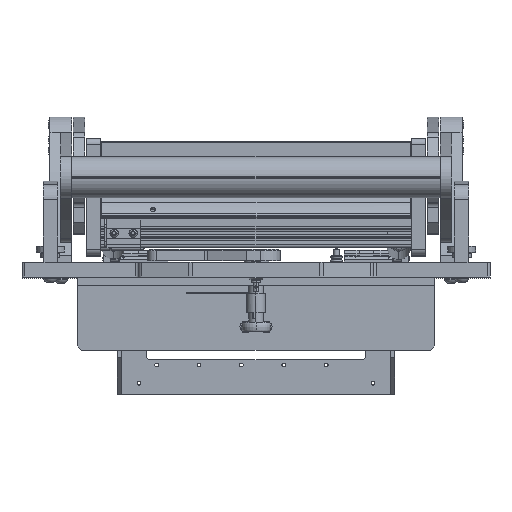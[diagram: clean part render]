
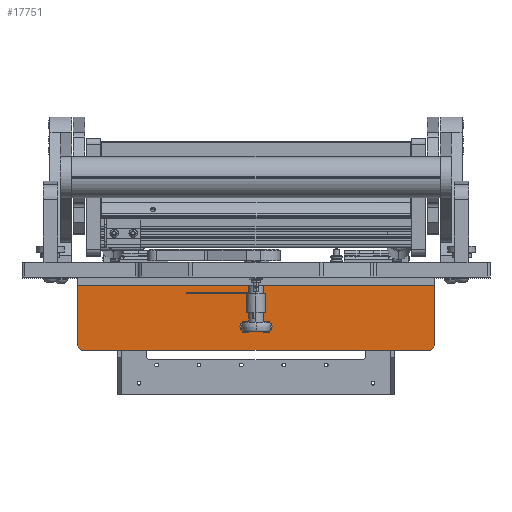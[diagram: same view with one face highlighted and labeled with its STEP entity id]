
A CAD part, top view. The second image highlights one B-rep face of the part: STEP entity #17751.
In plain terms, the highlighted face is planar.
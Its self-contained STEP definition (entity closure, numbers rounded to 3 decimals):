
#306 = DIRECTION ( 'NONE',  ( 1., 0., 0. ) ) ;
#3972 = CARTESIAN_POINT ( 'NONE',  ( -6., -34., -7. ) ) ;
#4650 = LINE ( 'NONE', #6173, #72419 ) ;
#4968 = VERTEX_POINT ( 'NONE', #39954 ) ;
#5449 = FACE_BOUND ( 'NONE', #30204, .T. ) ;
#6086 = ORIENTED_EDGE ( 'NONE', *, *, #71121, .T. ) ;
#6173 = CARTESIAN_POINT ( 'NONE',  ( -6., -6., 122. ) ) ;
#6521 = AXIS2_PLACEMENT_3D ( 'NONE', #60855, #306, #33147 ) ;
#6682 = EDGE_CURVE ( 'NONE', #27717, #70761, #43785, .T. ) ;
#8105 = ORIENTED_EDGE ( 'NONE', *, *, #44061, .T. ) ;
#8133 = CARTESIAN_POINT ( 'NONE',  ( -6., -6., 122. ) ) ;
#8455 = CIRCLE ( 'NONE', #31839, 1.7 ) ;
#8895 = DIRECTION ( 'NONE',  ( 1., 0., 0. ) ) ;
#9334 = EDGE_CURVE ( 'NONE', #36059, #4968, #23696, .T. ) ;
#9816 = CARTESIAN_POINT ( 'NONE',  ( -6., -34., 7. ) ) ;
#11072 = ORIENTED_EDGE ( 'NONE', *, *, #24982, .T. ) ;
#13055 = CARTESIAN_POINT ( 'NONE',  ( -6., -6., -122. ) ) ;
#13852 = DIRECTION ( 'NONE',  ( 0., 0., -1. ) ) ;
#14454 = LINE ( 'NONE', #13055, #21548 ) ;
#14863 = ORIENTED_EDGE ( 'NONE', *, *, #9334, .T. ) ;
#16007 = DIRECTION ( 'NONE',  ( 0., -0.707, 0.707 ) ) ;
#17751 = ADVANCED_FACE ( 'NONE', ( #42473, #5449, #65315 ), #22438, .F. ) ;
#21548 = VECTOR ( 'NONE', #52435, 1000. ) ;
#21639 = VERTEX_POINT ( 'NONE', #59851 ) ;
#22148 = EDGE_CURVE ( 'NONE', #34552, #21639, #8455, .T. ) ;
#22438 = PLANE ( 'NONE',  #68761 ) ;
#22908 = DIRECTION ( 'NONE',  ( 1., 0., 0. ) ) ;
#23139 = CARTESIAN_POINT ( 'NONE',  ( -6., -6., 122. ) ) ;
#23696 = LINE ( 'NONE', #8133, #60601 ) ;
#24982 = EDGE_CURVE ( 'NONE', #54741, #52922, #44048, .T. ) ;
#25740 = VERTEX_POINT ( 'NONE', #33847 ) ;
#26411 = DIRECTION ( 'NONE',  ( 0., 1., 0. ) ) ;
#26614 = ORIENTED_EDGE ( 'NONE', *, *, #45824, .T. ) ;
#26893 = DIRECTION ( 'NONE',  ( 0., 1., 0. ) ) ;
#27717 = VERTEX_POINT ( 'NONE', #56197 ) ;
#29448 = EDGE_CURVE ( 'NONE', #25740, #70761, #33748, .T. ) ;
#30204 = EDGE_LOOP ( 'NONE', ( #11072, #26614 ) ) ;
#30876 = ORIENTED_EDGE ( 'NONE', *, *, #33983, .F. ) ;
#31839 = AXIS2_PLACEMENT_3D ( 'NONE', #37005, #8895, #42884 ) ;
#33147 = DIRECTION ( 'NONE',  ( 0., 1., 0. ) ) ;
#33748 = LINE ( 'NONE', #72071, #39023 ) ;
#33847 = CARTESIAN_POINT ( 'NONE',  ( -6., -47., -122. ) ) ;
#33983 = EDGE_CURVE ( 'NONE', #36059, #38804, #4650, .T. ) ;
#34552 = VERTEX_POINT ( 'NONE', #57472 ) ;
#36059 = VERTEX_POINT ( 'NONE', #39496 ) ;
#37005 = CARTESIAN_POINT ( 'NONE',  ( -6., -34., 7. ) ) ;
#38756 = DIRECTION ( 'NONE',  ( 0., 0.707, 0.707 ) ) ;
#38804 = VERTEX_POINT ( 'NONE', #58845 ) ;
#39023 = VECTOR ( 'NONE', #16007, 1000. ) ;
#39412 = DIRECTION ( 'NONE',  ( 0., 1., 0. ) ) ;
#39496 = CARTESIAN_POINT ( 'NONE',  ( -6., -6., 122. ) ) ;
#39954 = CARTESIAN_POINT ( 'NONE',  ( -6., -6., -122. ) ) ;
#42473 = FACE_BOUND ( 'NONE', #58962, .T. ) ;
#42884 = DIRECTION ( 'NONE',  ( 0., 1., 0. ) ) ;
#43785 = LINE ( 'NONE', #59293, #58696 ) ;
#44048 = CIRCLE ( 'NONE', #58360, 1.7 ) ;
#44061 = EDGE_CURVE ( 'NONE', #21639, #34552, #52716, .T. ) ;
#45170 = EDGE_CURVE ( 'NONE', #27717, #38804, #63149, .T. ) ;
#45824 = EDGE_CURVE ( 'NONE', #52922, #54741, #70927, .T. ) ;
#46084 = ORIENTED_EDGE ( 'NONE', *, *, #29448, .T. ) ;
#47991 = EDGE_LOOP ( 'NONE', ( #57927, #55405, #30876, #14863, #6086, #46084 ) ) ;
#52435 = DIRECTION ( 'NONE',  ( 0., -1., 0. ) ) ;
#52716 = CIRCLE ( 'NONE', #65787, 1.7 ) ;
#52922 = VERTEX_POINT ( 'NONE', #54028 ) ;
#54028 = CARTESIAN_POINT ( 'NONE',  ( -6., -34., -5.3 ) ) ;
#54230 = VECTOR ( 'NONE', #38756, 1000. ) ;
#54741 = VERTEX_POINT ( 'NONE', #60909 ) ;
#55135 = CARTESIAN_POINT ( 'NONE',  ( -6., -50., -119. ) ) ;
#55405 = ORIENTED_EDGE ( 'NONE', *, *, #45170, .T. ) ;
#56104 = ORIENTED_EDGE ( 'NONE', *, *, #22148, .T. ) ;
#56197 = CARTESIAN_POINT ( 'NONE',  ( -6., -50., 119. ) ) ;
#57072 = DIRECTION ( 'NONE',  ( 0., -1., 0. ) ) ;
#57472 = CARTESIAN_POINT ( 'NONE',  ( -6., -34., 5.3 ) ) ;
#57927 = ORIENTED_EDGE ( 'NONE', *, *, #6682, .F. ) ;
#58360 = AXIS2_PLACEMENT_3D ( 'NONE', #3972, #59283, #26411 ) ;
#58696 = VECTOR ( 'NONE', #13852, 1000. ) ;
#58845 = CARTESIAN_POINT ( 'NONE',  ( -6., -47., 122. ) ) ;
#58962 = EDGE_LOOP ( 'NONE', ( #56104, #8105 ) ) ;
#59283 = DIRECTION ( 'NONE',  ( 1., 0., 0. ) ) ;
#59293 = CARTESIAN_POINT ( 'NONE',  ( -6., -50., 122. ) ) ;
#59851 = CARTESIAN_POINT ( 'NONE',  ( -6., -34., 8.7 ) ) ;
#60601 = VECTOR ( 'NONE', #69884, 1000. ) ;
#60855 = CARTESIAN_POINT ( 'NONE',  ( -6., -34., -7. ) ) ;
#60909 = CARTESIAN_POINT ( 'NONE',  ( -6., -34., -8.7 ) ) ;
#63149 = LINE ( 'NONE', #66285, #54230 ) ;
#65315 = FACE_OUTER_BOUND ( 'NONE', #47991, .T. ) ;
#65787 = AXIS2_PLACEMENT_3D ( 'NONE', #9816, #71816, #26893 ) ;
#66285 = CARTESIAN_POINT ( 'NONE',  ( -6., -47., 122. ) ) ;
#68761 = AXIS2_PLACEMENT_3D ( 'NONE', #23139, #22908, #39412 ) ;
#69884 = DIRECTION ( 'NONE',  ( 0., 0., -1. ) ) ;
#70761 = VERTEX_POINT ( 'NONE', #55135 ) ;
#70927 = CIRCLE ( 'NONE', #6521, 1.7 ) ;
#71121 = EDGE_CURVE ( 'NONE', #4968, #25740, #14454, .T. ) ;
#71816 = DIRECTION ( 'NONE',  ( 1., 0., 0. ) ) ;
#72071 = CARTESIAN_POINT ( 'NONE',  ( -6., -50., -119. ) ) ;
#72419 = VECTOR ( 'NONE', #57072, 1000. ) ;
